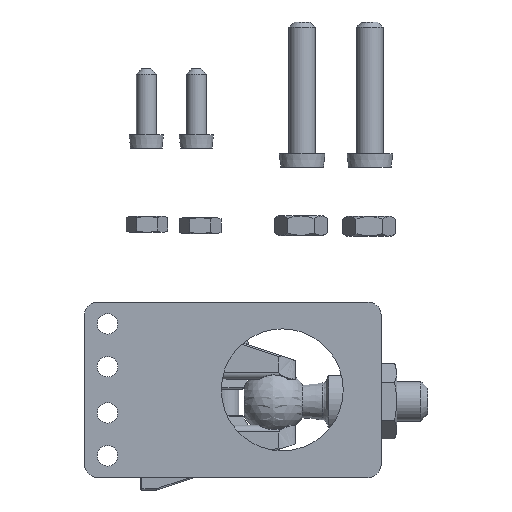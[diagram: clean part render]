
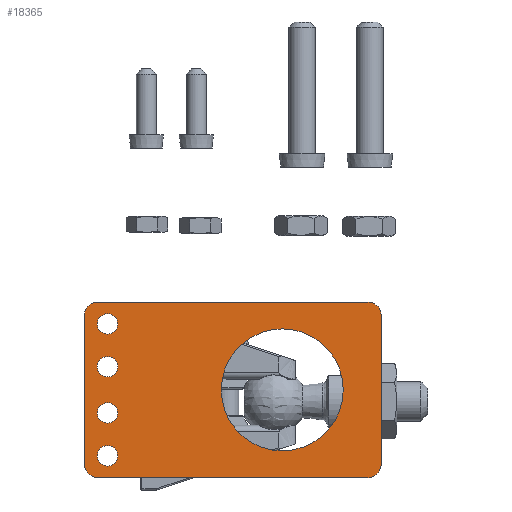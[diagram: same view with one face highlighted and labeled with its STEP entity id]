
A CAD part, front view. The second image highlights one B-rep face of the part: STEP entity #18365.
In plain terms, the highlighted face is planar.
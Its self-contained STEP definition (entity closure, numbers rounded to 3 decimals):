
#17955=CARTESIAN_POINT('',(24.49,32.0,0.0));
#17956=VERTEX_POINT('',#17955);
#17957=CARTESIAN_POINT('',(15.24,32.0,0.0));
#17958=DIRECTION('',(0.0,0.0,1.0));
#17959=DIRECTION('',(-1.0,0.0,0.0));
#17960=AXIS2_PLACEMENT_3D('',#17957,#17958,#17959);
#17961=CIRCLE('',#17960,9.25);
#17962=EDGE_CURVE('',#17956,#17956,#17961,.T.);
#17983=CARTESIAN_POINT('',(20.29,5.5,0.0));
#17984=VERTEX_POINT('',#17983);
#17985=CARTESIAN_POINT('',(18.74,5.5,0.0));
#17986=DIRECTION('',(0.0,0.0,1.0));
#17987=DIRECTION('',(-1.0,0.0,0.0));
#17988=AXIS2_PLACEMENT_3D('',#17985,#17986,#17987);
#17989=CIRCLE('',#17988,1.55);
#17990=EDGE_CURVE('',#17984,#17984,#17989,.T.);
#18011=CARTESIAN_POINT('',(26.79,5.5,0.0));
#18012=VERTEX_POINT('',#18011);
#18013=CARTESIAN_POINT('',(25.24,5.5,0.0));
#18014=DIRECTION('',(0.0,0.0,1.0));
#18015=DIRECTION('',(-1.0,0.0,0.0));
#18016=AXIS2_PLACEMENT_3D('',#18013,#18014,#18015);
#18017=CIRCLE('',#18016,1.55);
#18018=EDGE_CURVE('',#18012,#18012,#18017,.T.);
#18039=CARTESIAN_POINT('',(6.79,5.5,0.0));
#18040=VERTEX_POINT('',#18039);
#18041=CARTESIAN_POINT('',(5.24,5.5,0.0));
#18042=DIRECTION('',(0.0,0.0,1.0));
#18043=DIRECTION('',(-1.0,0.0,0.0));
#18044=AXIS2_PLACEMENT_3D('',#18041,#18042,#18043);
#18045=CIRCLE('',#18044,1.55);
#18046=EDGE_CURVE('',#18040,#18040,#18045,.T.);
#18067=CARTESIAN_POINT('',(13.29,5.5,0.0));
#18068=VERTEX_POINT('',#18067);
#18069=CARTESIAN_POINT('',(11.74,5.5,0.0));
#18070=DIRECTION('',(0.0,0.0,1.0));
#18071=DIRECTION('',(-1.0,0.0,0.0));
#18072=AXIS2_PLACEMENT_3D('',#18069,#18070,#18071);
#18073=CIRCLE('',#18072,1.55);
#18074=EDGE_CURVE('',#18068,#18068,#18073,.T.);
#18094=CARTESIAN_POINT('',(1.94,45.0,0.0));
#18095=VERTEX_POINT('',#18094);
#18102=CARTESIAN_POINT('',(1.94,4.,0.0));
#18103=VERTEX_POINT('',#18102);
#18104=CARTESIAN_POINT('',(1.94,45.0,0.0));
#18105=DIRECTION('',(0.0,-1.0,0.0));
#18106=VECTOR('',#18105,41.0);
#18107=LINE('',#18104,#18106);
#18108=EDGE_CURVE('',#18095,#18103,#18107,.T.);
#18133=CARTESIAN_POINT('',(3.94,47.0,0.0));
#18134=VERTEX_POINT('',#18133);
#18141=CARTESIAN_POINT('',(3.94,45.0,0.0));
#18142=DIRECTION('',(0.0,0.0,1.0));
#18143=DIRECTION('',(0.0,1.0,0.0));
#18144=AXIS2_PLACEMENT_3D('',#18141,#18142,#18143);
#18145=CIRCLE('',#18144,2.);
#18146=EDGE_CURVE('',#18134,#18095,#18145,.T.);
#18165=CARTESIAN_POINT('',(26.54,47.,0.0));
#18166=VERTEX_POINT('',#18165);
#18173=CARTESIAN_POINT('',(26.54,47.,0.0));
#18174=DIRECTION('',(-1.0,0.0,0.0));
#18175=VECTOR('',#18174,22.6);
#18176=LINE('',#18173,#18175);
#18177=EDGE_CURVE('',#18166,#18134,#18176,.T.);
#18197=CARTESIAN_POINT('',(28.54,45.0,0.0));
#18198=VERTEX_POINT('',#18197);
#18205=CARTESIAN_POINT('',(26.54,45.0,0.0));
#18206=DIRECTION('',(0.0,0.0,1.0));
#18207=DIRECTION('',(1.0,0.0,0.0));
#18208=AXIS2_PLACEMENT_3D('',#18205,#18206,#18207);
#18209=CIRCLE('',#18208,2.);
#18210=EDGE_CURVE('',#18198,#18166,#18209,.T.);
#18229=CARTESIAN_POINT('',(28.54,4.,0.0));
#18230=VERTEX_POINT('',#18229);
#18237=CARTESIAN_POINT('',(28.54,4.,0.0));
#18238=DIRECTION('',(0.0,1.0,0.0));
#18239=VECTOR('',#18238,41.0);
#18240=LINE('',#18237,#18239);
#18241=EDGE_CURVE('',#18230,#18198,#18240,.T.);
#18261=CARTESIAN_POINT('',(26.54,2.0,0.0));
#18262=VERTEX_POINT('',#18261);
#18269=CARTESIAN_POINT('',(26.54,4.,0.0));
#18270=DIRECTION('',(0.0,0.0,1.0));
#18271=DIRECTION('',(0.0,-1.0,0.0));
#18272=AXIS2_PLACEMENT_3D('',#18269,#18270,#18271);
#18273=CIRCLE('',#18272,2.);
#18274=EDGE_CURVE('',#18262,#18230,#18273,.T.);
#18293=CARTESIAN_POINT('',(3.94,2.0,0.0));
#18294=VERTEX_POINT('',#18293);
#18301=CARTESIAN_POINT('',(3.94,2.0,0.0));
#18302=DIRECTION('',(1.0,0.0,0.0));
#18303=VECTOR('',#18302,22.6);
#18304=LINE('',#18301,#18303);
#18305=EDGE_CURVE('',#18294,#18262,#18304,.T.);
#18324=CARTESIAN_POINT('',(3.94,4.,0.0));
#18325=DIRECTION('',(0.0,0.0,1.0));
#18326=DIRECTION('',(-1.0,0.0,0.0));
#18327=AXIS2_PLACEMENT_3D('',#18324,#18325,#18326);
#18328=CIRCLE('',#18327,2.);
#18329=EDGE_CURVE('',#18103,#18294,#18328,.T.);
#18335=CARTESIAN_POINT('',(15.24,24.5,0.0));
#18336=DIRECTION('',(0.0,0.0,1.0));
#18337=DIRECTION('',(1.0,0.0,0.0));
#18338=AXIS2_PLACEMENT_3D('',#18335,#18336,#18337);
#18339=PLANE('',#18338);
#18340=ORIENTED_EDGE('',*,*,#18329,.F.);
#18341=ORIENTED_EDGE('',*,*,#18108,.F.);
#18342=ORIENTED_EDGE('',*,*,#18146,.F.);
#18343=ORIENTED_EDGE('',*,*,#18177,.F.);
#18344=ORIENTED_EDGE('',*,*,#18210,.F.);
#18345=ORIENTED_EDGE('',*,*,#18241,.F.);
#18346=ORIENTED_EDGE('',*,*,#18274,.F.);
#18347=ORIENTED_EDGE('',*,*,#18305,.F.);
#18348=EDGE_LOOP('',(#18340,#18341,#18342,#18343,#18344,#18345,#18346,#18347));
#18349=FACE_OUTER_BOUND('',#18348,.T.);
#18350=ORIENTED_EDGE('',*,*,#17962,.T.);
#18351=EDGE_LOOP('',(#18350));
#18352=FACE_BOUND('',#18351,.T.);
#18353=ORIENTED_EDGE('',*,*,#17990,.T.);
#18354=EDGE_LOOP('',(#18353));
#18355=FACE_BOUND('',#18354,.T.);
#18356=ORIENTED_EDGE('',*,*,#18018,.T.);
#18357=EDGE_LOOP('',(#18356));
#18358=FACE_BOUND('',#18357,.T.);
#18359=ORIENTED_EDGE('',*,*,#18046,.T.);
#18360=EDGE_LOOP('',(#18359));
#18361=FACE_BOUND('',#18360,.T.);
#18362=ORIENTED_EDGE('',*,*,#18074,.T.);
#18363=EDGE_LOOP('',(#18362));
#18364=FACE_BOUND('',#18363,.T.);
#18365=ADVANCED_FACE('',(#18349,#18352,#18355,#18358,#18361,#18364),#18339,.F.);
